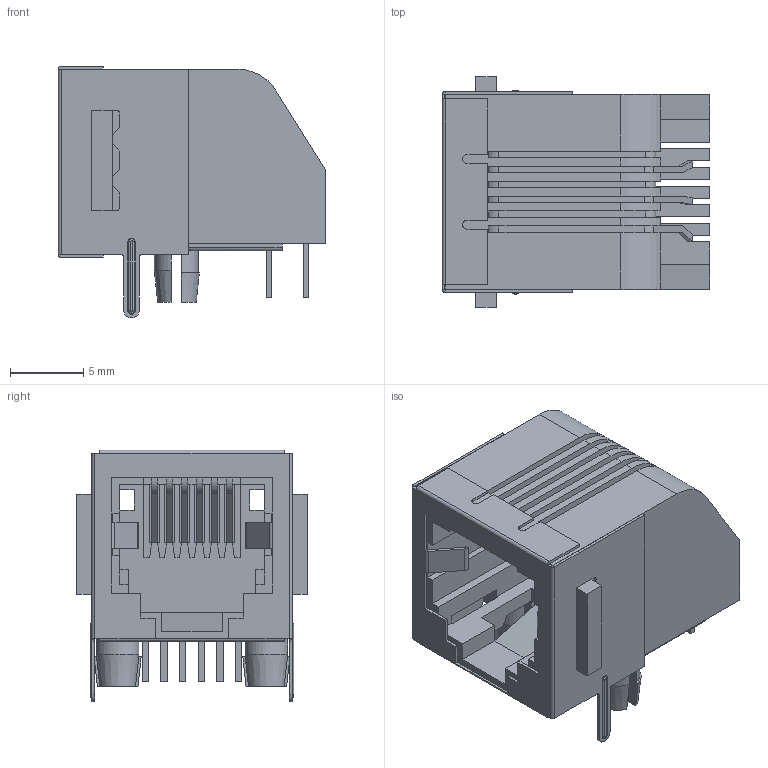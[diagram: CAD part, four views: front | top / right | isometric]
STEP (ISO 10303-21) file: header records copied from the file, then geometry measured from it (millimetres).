
FILE_DESCRIPTION( ( 'Unknown' ), '1' );
FILE_NAME( '615006143421.stp', 'Unknown', ( 'Unknown' ), ( 'Unknown' ), 'PSStep 15.0.49', 'Unknown', ' ' );
FILE_SCHEMA( ( 'AUTOMOTIVE_DESIGN { 1 0 10303 214 1 1 1 1 }' ) );
Length unit declared in the file: millimetre
Products named in the file (9): Assem1; houssing; Shielding; pin6; pin1; pin2; pin3; pin4; pin5
Assembly tree (8 placements, depth 2):
  Assem1
    houssing
    Shielding
    pin6
    pin1
    pin2
    pin3
    pin4
    pin5
Bounding box: 18.3 x 15.75 x 17.2 mm (x, y, z)
Volume: 1439.6 mm3; surface area: 3663.7 mm2
Topology: 8 solids, 8 shells, 560 faces, 1566 edges, 1003 vertices
Faces by surface type: plane 437, cylinder 91, bspline 16, cone 12, torus 4
Entity records: 22562 total; most frequent: CARTESIAN_POINT 3496, ORIENTED_EDGE 3122, DIRECTION 2840, EDGE_CURVE 1561, LINE 1322, VECTOR 1322, VERTEX_POINT 1003, AXIS2_PLACEMENT_3D 759
